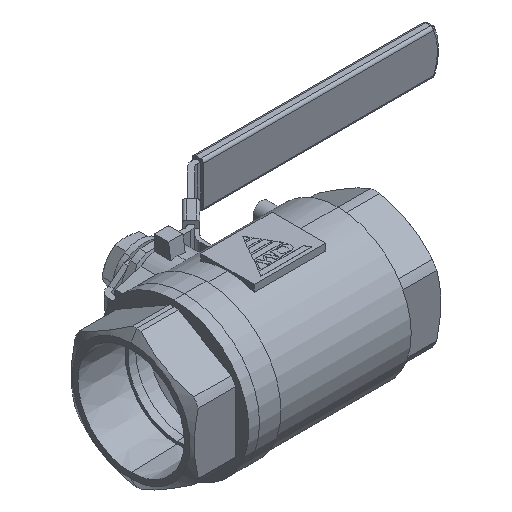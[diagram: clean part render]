
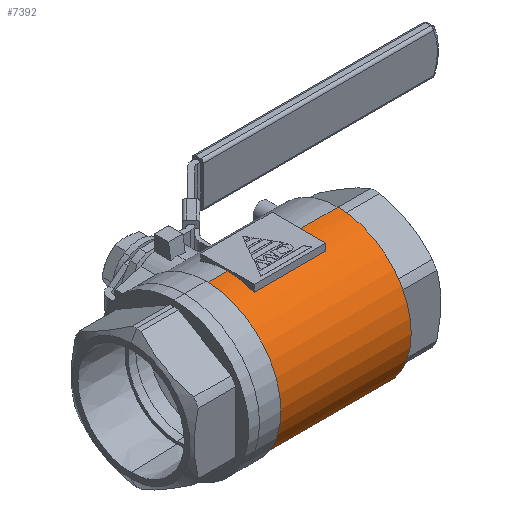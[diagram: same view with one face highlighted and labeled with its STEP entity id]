
A CAD part, isometric view. The second image highlights one B-rep face of the part: STEP entity #7392.
In plain terms, the highlighted cylindrical face has radius 41 mm (diameter 82 mm), a partial arc.
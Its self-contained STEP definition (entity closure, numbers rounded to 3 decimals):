
#962 = CIRCLE ( 'NONE', #6347, 41. ) ;
#975 = CIRCLE ( 'NONE', #6346, 41. ) ;
#982 = CIRCLE ( 'NONE', #6348, 41. ) ;
#983 = LINE ( 'NONE', #4285, #985 ) ;
#984 = CIRCLE ( 'NONE', #6349, 41. ) ;
#985 = VECTOR ( 'NONE', #4286, 1000. ) ;
#986 = CIRCLE ( 'NONE', #6350, 41. ) ;
#988 = LINE ( 'NONE', #4293, #991 ) ;
#990 = CIRCLE ( 'NONE', #6351, 41. ) ;
#991 = VECTOR ( 'NONE', #4294, 1000. ) ;
#1319 = DIRECTION ( 'NONE',  ( 1., 0., 0. ) ) ;
#1374 = CARTESIAN_POINT ( 'NONE',  ( 0., 0., 41. ) ) ;
#1382 = DIRECTION ( 'NONE',  ( 1., 0., 0. ) ) ;
#1383 = CARTESIAN_POINT ( 'NONE',  ( 0., 0., 41. ) ) ;
#1449 = DIRECTION ( 'NONE',  ( 1., 0., 0. ) ) ;
#1454 = CARTESIAN_POINT ( 'NONE',  ( 0., 0., -41. ) ) ;
#1459 = CARTESIAN_POINT ( 'NONE',  ( 0., 0., -41. ) ) ;
#1460 = DIRECTION ( 'NONE',  ( 1., 0., 0. ) ) ;
#2235 = CARTESIAN_POINT ( 'NONE',  ( -28., 0., -41. ) ) ;
#2270 = CARTESIAN_POINT ( 'NONE',  ( -16., 0., -41. ) ) ;
#2276 = CARTESIAN_POINT ( 'NONE',  ( -16., -15., -38.158 ) ) ;
#3346 = DIRECTION ( 'NONE',  ( 0., 0., -1. ) ) ;
#3374 = DIRECTION ( 'NONE',  ( 1., 0., 0. ) ) ;
#3376 = CARTESIAN_POINT ( 'NONE',  ( 0., 0., 0. ) ) ;
#4280 = CARTESIAN_POINT ( 'NONE',  ( -28., 0., 0. ) ) ;
#4281 = DIRECTION ( 'NONE',  ( 1., 0., 0. ) ) ;
#4282 = DIRECTION ( 'NONE',  ( 0., 0., -1. ) ) ;
#4285 = CARTESIAN_POINT ( 'NONE',  ( 0., -15., -38.158 ) ) ;
#4286 = DIRECTION ( 'NONE',  ( -1., 0., 0. ) ) ;
#4287 = CARTESIAN_POINT ( 'NONE',  ( -16., 0., 0. ) ) ;
#4288 = DIRECTION ( 'NONE',  ( -1., 0., 0. ) ) ;
#4289 = DIRECTION ( 'NONE',  ( 0., 0., -1. ) ) ;
#4290 = CARTESIAN_POINT ( 'NONE',  ( 24., 0., 0. ) ) ;
#4291 = DIRECTION ( 'NONE',  ( -1., 0., 0. ) ) ;
#4292 = DIRECTION ( 'NONE',  ( 0., 0., -1. ) ) ;
#4293 = CARTESIAN_POINT ( 'NONE',  ( 0., -15., 38.158 ) ) ;
#4294 = DIRECTION ( 'NONE',  ( 1., 0., 0. ) ) ;
#4295 = CARTESIAN_POINT ( 'NONE',  ( 46., 0., 0. ) ) ;
#4296 = DIRECTION ( 'NONE',  ( -1., 0., 0. ) ) ;
#4297 = DIRECTION ( 'NONE',  ( 0., 0., -1. ) ) ;
#4299 = CARTESIAN_POINT ( 'NONE',  ( 24., 0., 0. ) ) ;
#4300 = DIRECTION ( 'NONE',  ( -1., 0., 0. ) ) ;
#4301 = DIRECTION ( 'NONE',  ( 0., 0., -1. ) ) ;
#4304 = CARTESIAN_POINT ( 'NONE',  ( -16., 0., 0. ) ) ;
#4305 = DIRECTION ( 'NONE',  ( -1., 0., 0. ) ) ;
#4306 = DIRECTION ( 'NONE',  ( 0., 0., -1. ) ) ;
#4463 = CARTESIAN_POINT ( 'NONE',  ( 24., -15., -38.158 ) ) ;
#4470 = CARTESIAN_POINT ( 'NONE',  ( 46., 0., -41. ) ) ;
#4723 = AXIS2_PLACEMENT_3D ( 'NONE', #3376, #3374, #3346 ) ;
#4855 = FACE_OUTER_BOUND ( 'NONE', #7477, .T. ) ;
#4866 = CYLINDRICAL_SURFACE ( 'NONE', #4723, 41. ) ;
#5638 = LINE ( 'NONE', #1374, #5639 ) ;
#5639 = VECTOR ( 'NONE', #1319, 1000. ) ;
#5644 = LINE ( 'NONE', #1383, #5646 ) ;
#5646 = VECTOR ( 'NONE', #1382, 1000. ) ;
#5651 = LINE ( 'NONE', #1454, #5653 ) ;
#5653 = VECTOR ( 'NONE', #1449, 1000. ) ;
#5657 = LINE ( 'NONE', #1459, #5658 ) ;
#5658 = VECTOR ( 'NONE', #1460, 1000. ) ;
#6059 = CARTESIAN_POINT ( 'NONE',  ( -28., 0., 41. ) ) ;
#6346 = AXIS2_PLACEMENT_3D ( 'NONE', #4280, #4281, #4282 ) ;
#6347 = AXIS2_PLACEMENT_3D ( 'NONE', #4287, #4288, #4289 ) ;
#6348 = AXIS2_PLACEMENT_3D ( 'NONE', #4290, #4291, #4292 ) ;
#6349 = AXIS2_PLACEMENT_3D ( 'NONE', #4295, #4296, #4297 ) ;
#6350 = AXIS2_PLACEMENT_3D ( 'NONE', #4299, #4300, #4301 ) ;
#6351 = AXIS2_PLACEMENT_3D ( 'NONE', #4304, #4305, #4306 ) ;
#6787 = VERTEX_POINT ( 'NONE', #6059 ) ;
#7392 = ADVANCED_FACE ( 'NONE', ( #4855 ), #4866, .T. ) ;
#7477 = EDGE_LOOP ( 'NONE', ( #12549, #12493, #12551, #12529, #12527, #12561, #12539, #12487, #12497, #7861, #12486, #7879 ) ) ;
#7861 = ORIENTED_EDGE ( 'NONE', *, *, #11798, .F. ) ;
#7879 = ORIENTED_EDGE ( 'NONE', *, *, #11803, .T. ) ;
#8892 = VERTEX_POINT ( 'NONE', #2235 ) ;
#8927 = VERTEX_POINT ( 'NONE', #2270 ) ;
#8933 = VERTEX_POINT ( 'NONE', #2276 ) ;
#9322 = EDGE_CURVE ( 'NONE', #6787, #12148, #5638, .T. ) ;
#9327 = EDGE_CURVE ( 'NONE', #12202, #12420, #5644, .T. ) ;
#9333 = EDGE_CURVE ( 'NONE', #12457, #12027, #5651, .T. ) ;
#9337 = EDGE_CURVE ( 'NONE', #8892, #8927, #5657, .T. ) ;
#11171 = CARTESIAN_POINT ( 'NONE',  ( 24., -15., 38.158 ) ) ;
#11183 = CARTESIAN_POINT ( 'NONE',  ( -16., -15., 38.158 ) ) ;
#11258 = CARTESIAN_POINT ( 'NONE',  ( -16., 0., 41. ) ) ;
#11352 = CARTESIAN_POINT ( 'NONE',  ( 24., 0., 41. ) ) ;
#11722 = CARTESIAN_POINT ( 'NONE',  ( 46., 0., 41. ) ) ;
#11782 = EDGE_CURVE ( 'NONE', #6787, #8892, #975, .T. ) ;
#11786 = CARTESIAN_POINT ( 'NONE',  ( 24., 0., -41. ) ) ;
#11789 = EDGE_CURVE ( 'NONE', #8927, #8933, #962, .T. ) ;
#11791 = EDGE_CURVE ( 'NONE', #12457, #12020, #982, .T. ) ;
#11794 = EDGE_CURVE ( 'NONE', #12020, #8933, #983, .T. ) ;
#11796 = EDGE_CURVE ( 'NONE', #12027, #12420, #984, .T. ) ;
#11798 = EDGE_CURVE ( 'NONE', #12091, #12202, #986, .T. ) ;
#11801 = EDGE_CURVE ( 'NONE', #12103, #12091, #988, .T. ) ;
#11803 = EDGE_CURVE ( 'NONE', #12103, #12148, #990, .T. ) ;
#12020 = VERTEX_POINT ( 'NONE', #4463 ) ;
#12027 = VERTEX_POINT ( 'NONE', #4470 ) ;
#12091 = VERTEX_POINT ( 'NONE', #11171 ) ;
#12103 = VERTEX_POINT ( 'NONE', #11183 ) ;
#12148 = VERTEX_POINT ( 'NONE', #11258 ) ;
#12202 = VERTEX_POINT ( 'NONE', #11352 ) ;
#12420 = VERTEX_POINT ( 'NONE', #11722 ) ;
#12457 = VERTEX_POINT ( 'NONE', #11786 ) ;
#12486 = ORIENTED_EDGE ( 'NONE', *, *, #11801, .F. ) ;
#12487 = ORIENTED_EDGE ( 'NONE', *, *, #11796, .T. ) ;
#12493 = ORIENTED_EDGE ( 'NONE', *, *, #11782, .T. ) ;
#12497 = ORIENTED_EDGE ( 'NONE', *, *, #9327, .F. ) ;
#12527 = ORIENTED_EDGE ( 'NONE', *, *, #11794, .F. ) ;
#12529 = ORIENTED_EDGE ( 'NONE', *, *, #11789, .T. ) ;
#12539 = ORIENTED_EDGE ( 'NONE', *, *, #9333, .T. ) ;
#12549 = ORIENTED_EDGE ( 'NONE', *, *, #9322, .F. ) ;
#12551 = ORIENTED_EDGE ( 'NONE', *, *, #9337, .T. ) ;
#12561 = ORIENTED_EDGE ( 'NONE', *, *, #11791, .F. ) ;
